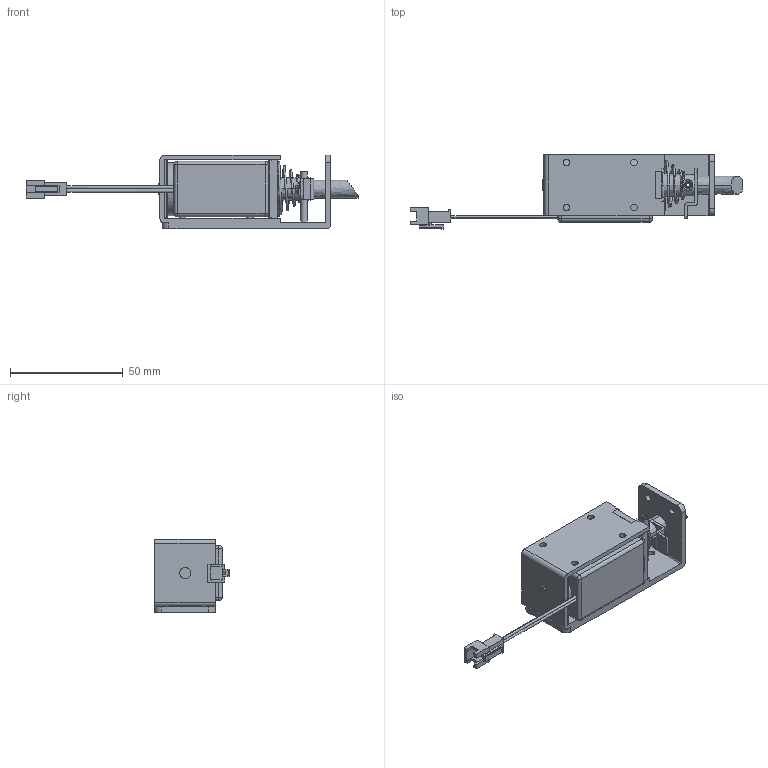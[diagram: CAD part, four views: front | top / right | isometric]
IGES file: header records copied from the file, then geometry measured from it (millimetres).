
Start section: ------------------------------------------------------------------------
Global section: file name: PC005.6248.TL_439_32242.igs; native system: spGate; preprocessor: ver18.9.1 (****-****-****-****); author: Unknown; organization: Unknown; date: 220524.145129; units: millimetre
Bounding box: 147.54 x 33.15 x 32.6 mm (x, y, z)
Volume: 49140.3 mm3; surface area: 20499.4 mm2
Topology: 3 solids, 5 shells, 387 faces, 1023 edges, 630 vertices
Faces by surface type: bspline 387
